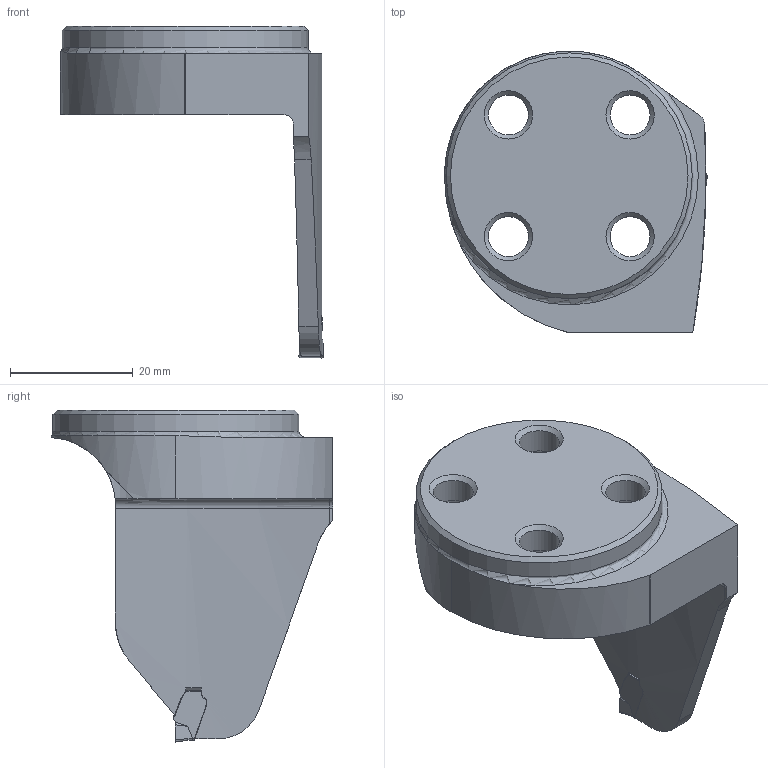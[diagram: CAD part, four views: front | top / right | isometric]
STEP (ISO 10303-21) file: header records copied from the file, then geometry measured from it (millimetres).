
FILE_DESCRIPTION(/* description */ (''),/* implementation_level */ '2;1');
FILE_NAME(/* name */ 'toolassembly_1.stp',/* time_stamp */ '2020-06-22T12:34:41+02:00',/* author */ (''),/* organization */ ('SMS'),/* preprocessor_version */ 'ST-DEVELOPER v16.7',/* originating_system */ 'SIEMENS PLM Software NX 12.0',/* authorisation */ '');
FILE_SCHEMA (('AUTOMOTIVE_DESIGN { 1 0 10303 214 3 1 1 1 }'));
Length unit declared in the file: millimetre
Products named in the file (4): ASSEMBLY_CONSTRUCTION; CUT_20200622123135; NOCUT_20200622123042; TOOLASSEMBLY_1
Assembly tree (3 placements, depth 2):
  TOOLASSEMBLY_1
    NOCUT_20200622123042
    CUT_20200622123135
    ASSEMBLY_CONSTRUCTION
Bounding box: 42.8 x 45.77 x 54 mm (x, y, z)
Volume: 19539.9 mm3; surface area: 8297.5 mm2
Topology: 2 solids, 2 shells, 71 faces, 227 edges, 170 vertices
Faces by surface type: cylinder 29, plane 26, bspline 8, cone 5, torus 2, extrusion 1
Full cylindrical faces by diameter (mm): 6.5 x4, 10.5 x4, 40 x1
Entity records: 8239 total; most frequent: CARTESIAN_POINT 6279, ORIENTED_EDGE 404, DIRECTION 313, EDGE_CURVE 202, VERTEX_POINT 152, AXIS2_PLACEMENT_3D 129, EDGE_LOOP 96, B_SPLINE_CURVE_WITH_KNOTS 93
